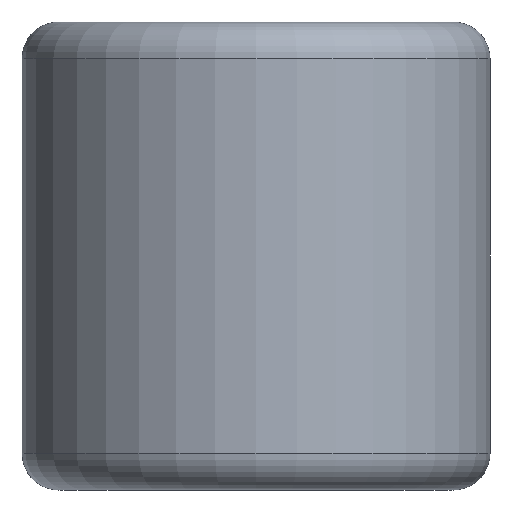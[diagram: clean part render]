
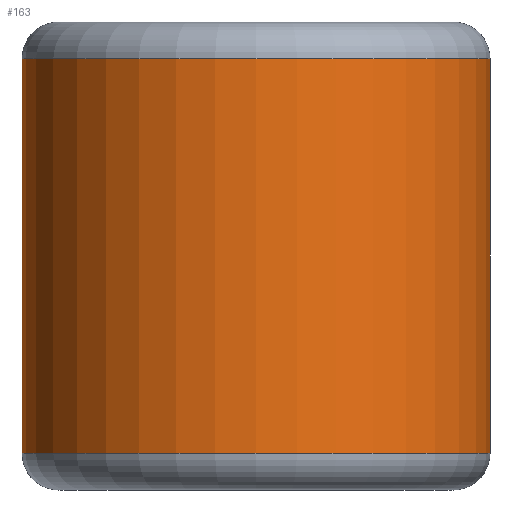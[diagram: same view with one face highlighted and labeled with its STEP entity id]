
A CAD part, front view. The second image highlights one B-rep face of the part: STEP entity #163.
In plain terms, the highlighted cylindrical face has radius 3.175 mm (diameter 6.35 mm), a full revolution.
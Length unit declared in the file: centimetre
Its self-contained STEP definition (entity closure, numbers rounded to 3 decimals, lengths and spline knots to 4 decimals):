
#106=CYLINDRICAL_SURFACE('',#171,0.3175);
#109=VERTEX_POINT('',#204);
#110=VERTEX_POINT('',#207);
#115=CIRCLE('',#170,0.3175);
#116=CIRCLE('',#172,0.3175);
#121=EDGE_CURVE('',#109,#109,#115,.T.);
#122=EDGE_CURVE('',#110,#110,#116,.T.);
#128=ORIENTED_EDGE('',*,*,#122,.F.);
#129=ORIENTED_EDGE('',*,*,#121,.F.);
#140=EDGE_LOOP('',(#128));
#141=EDGE_LOOP('',(#129));
#152=FACE_BOUND('',#140,.T.);
#153=FACE_BOUND('',#141,.T.);
#163=ADVANCED_FACE('',(#152,#153),#106,.T.);
#170=AXIS2_PLACEMENT_3D('',#203,#183,#184);
#171=AXIS2_PLACEMENT_3D('',#205,#185,#186);
#172=AXIS2_PLACEMENT_3D('',#206,#187,#188);
#183=DIRECTION('',(0.,0.,-1.));
#184=DIRECTION('',(-0.318,0.,0.));
#185=DIRECTION('',(0.,0.,1.));
#186=DIRECTION('',(0.318,0.,0.));
#187=DIRECTION('',(0.,0.,1.));
#188=DIRECTION('',(-0.318,0.,0.));
#203=CARTESIAN_POINT('',(0.,0.,-0.2675));
#204=CARTESIAN_POINT('',(0.3175,0.,-0.2675));
#205=CARTESIAN_POINT('',(0.,0.,-0.3175));
#206=CARTESIAN_POINT('',(0.,0.,0.2675));
#207=CARTESIAN_POINT('',(0.3175,0.,0.2675));
